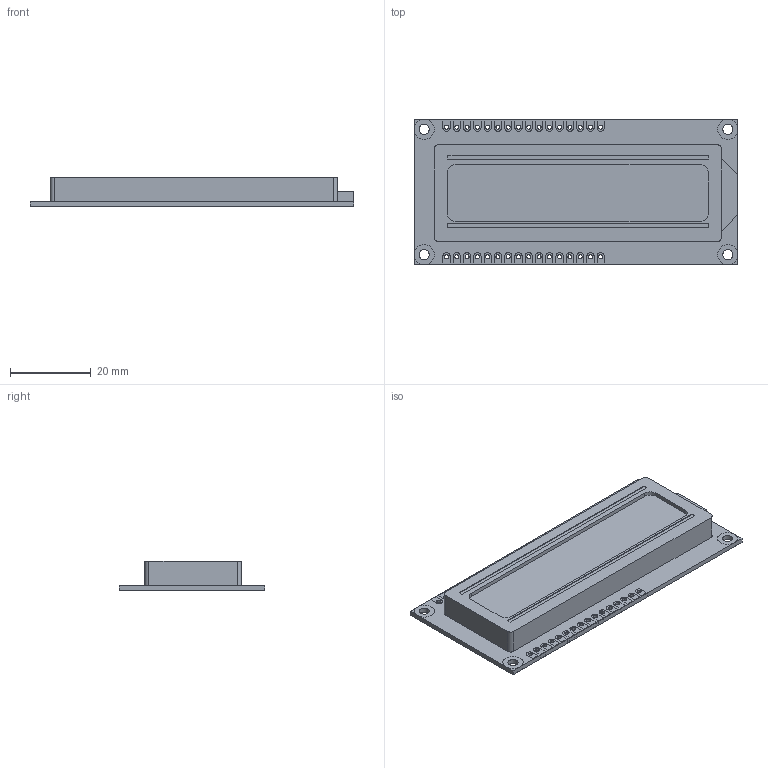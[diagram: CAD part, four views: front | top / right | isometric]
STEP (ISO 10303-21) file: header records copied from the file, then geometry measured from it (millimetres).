
FILE_DESCRIPTION(/* description */ (''),/* implementation_level */ '2;1');
FILE_NAME(/* name */ 'WHZ1602W2-TMI-CW v9.step',/* time_stamp */ '2020-10-16T00:11:29+03:00',/* author */ (''),/* organization */ (''),/* preprocessor_version */ 'ST-DEVELOPER v18.1',/* originating_system */ 'Autodesk Translation Framework v9.3.0.1241',/* authorisation */ '');
FILE_SCHEMA (('AUTOMOTIVE_DESIGN { 1 0 10303 214 3 1 1 }'));
Length unit declared in the file: millimetre
Products named in the file (1): WHZ1602W2-TMI-CW
Bounding box: 80 x 36 x 7.2 mm (x, y, z)
Volume: 12944.4 mm3; surface area: 11889.7 mm2
Topology: 43 solids, 43 shells, 355 faces, 801 edges, 535 vertices
Faces by surface type: plane 217, cylinder 138
Full cylindrical faces by diameter (mm): 0.985 x1, 0.987 x1, 0.988 x1, 0.989 x1, 0.99 x1, 0.991 x3, 0.992 x1, 0.995 x2, 0.997 x1, 0.998 x2, 1 x38, 1.012 x2, 2.5 x4, 5 x4
Entity records: 10238 total; most frequent: DIRECTION 1789, CARTESIAN_POINT 1692, ORIENTED_EDGE 1602, EDGE_CURVE 801, AXIS2_PLACEMENT_3D 632, VERTEX_POINT 535, LINE 525, VECTOR 525
